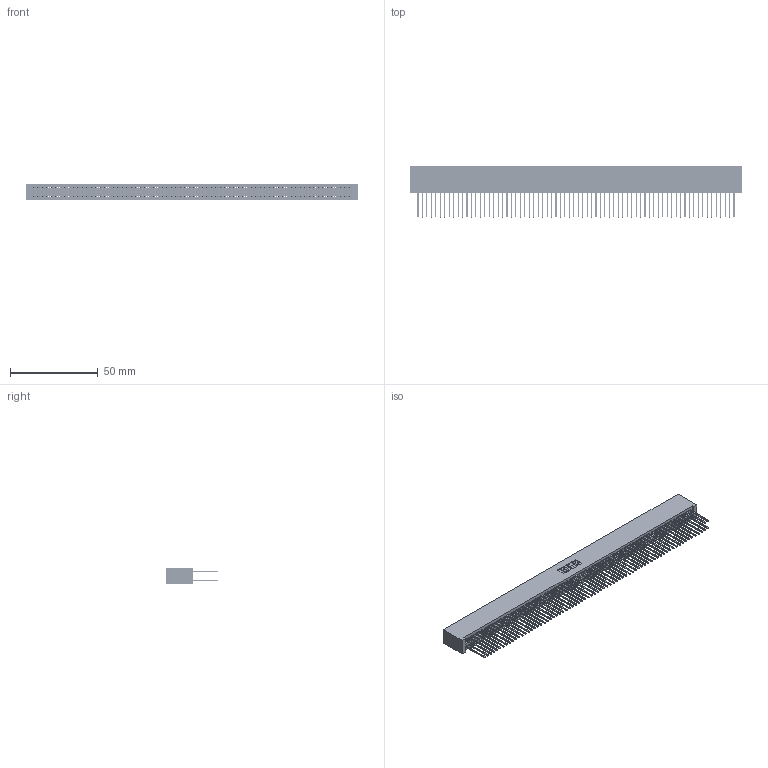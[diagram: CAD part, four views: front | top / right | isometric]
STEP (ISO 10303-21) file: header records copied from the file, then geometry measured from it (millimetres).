
FILE_DESCRIPTION (( 'STEP AP203' ), '1' );
FILE_NAME ('345-144-540-201.STEP', '2019-11-09T09:02:56', ( '' ), ( '' ), 'SwSTEP 2.0', 'SolidWorks 2016', '' );
FILE_SCHEMA (( 'CONFIG_CONTROL_DESIGN' ));
Length unit declared in the file: inch
Products named in the file (3): 345-292-001_345-293-140; 345 Part_No Mounting Lugs; 345-144-540-201
Assembly tree (145 placements, depth 2):
  345-144-540-201
    345 Part_No Mounting Lugs
    345-292-001_345-293-140  x144
Bounding box: 189.48 x 29.13 x 9.4 mm (x, y, z)
Volume: 19847 mm3; surface area: 32754.1 mm2
Topology: 145 solids, 145 shells, 7318 faces, 21773 edges, 14322 vertices
Faces by surface type: plane 4828, cylinder 2490
Entity records: 52195 total; most frequent: CARTESIAN_POINT 8720, ORIENTED_EDGE 8654, DIRECTION 7647, EDGE_CURVE 4327, VECTOR 3915, LINE 3915, VERTEX_POINT 2882, AXIS2_PLACEMENT_3D 1866
